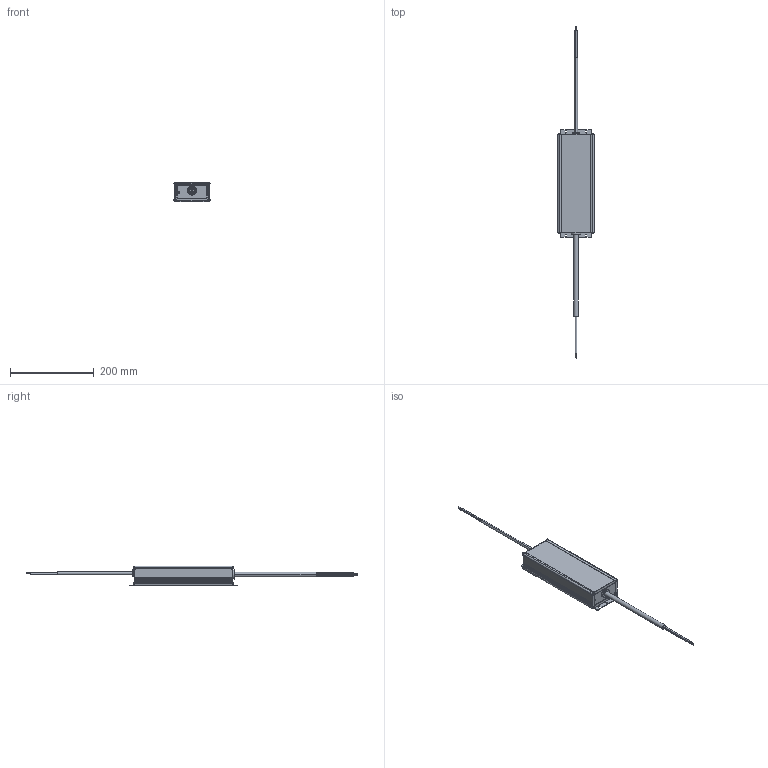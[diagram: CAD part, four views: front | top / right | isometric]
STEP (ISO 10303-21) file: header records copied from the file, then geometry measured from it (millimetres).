
FILE_DESCRIPTION(('Creo Elements/Direct Modeling STEP Export'),'2;1');
FILE_NAME('M86.stp','2020-02-14T 8:28:30',(''),(''),'PTC Creo Elements/Direct Modeling STEP processor for AP214 (Solid Model)','PTC Creo Elements/Direct Modeling 19.0E 27-Jun-2016 (C) Parametric Technology GmbH','');
FILE_SCHEMA(('AUTOMOTIVE_DESIGN { 1 0 10303 214 1 1 1 1 }'));
Length unit declared in the file: millimetre
Products named in the file (2): M86
Assembly tree (1 placements, depth 2):
  M86
    M86
Bounding box: 86.2 x 793.39 x 47.2 mm (x, y, z)
Volume: 147215.4 mm3; surface area: 273103 mm2
Topology: 1 solids, 8 shells, 741 faces, 1959 edges, 1249 vertices
Faces by surface type: plane 381, cylinder 242, torus 58, cone 44, sphere 16
Entity records: 27630 total; most frequent: CARTESIAN_POINT 3996, ORIENTED_EDGE 3806, DIRECTION 3660, EDGE_CURVE 1903, AXIS2_PLACEMENT_3D 1301, VERTEX_POINT 1237, VECTOR 1058, LINE 1058
